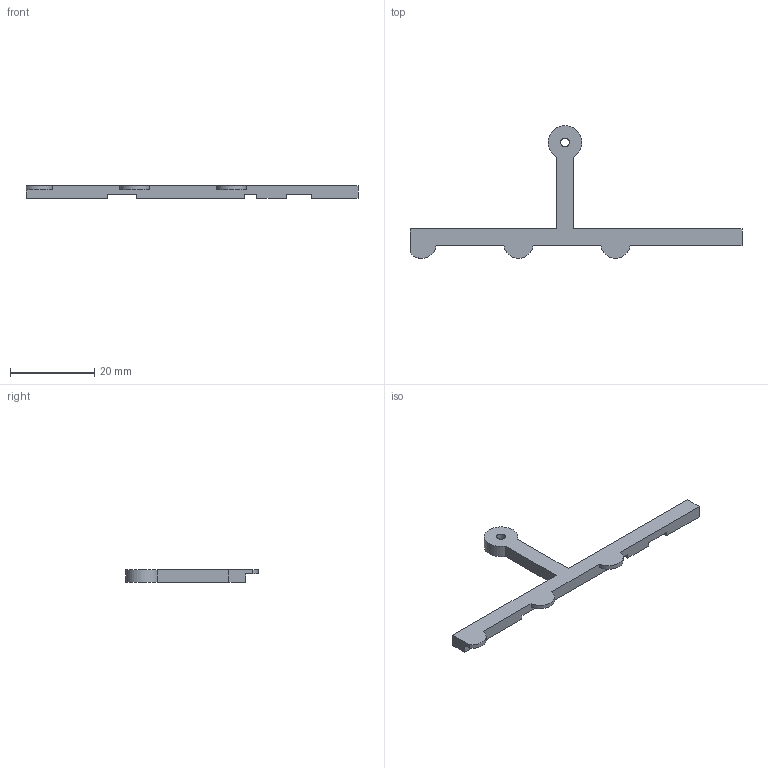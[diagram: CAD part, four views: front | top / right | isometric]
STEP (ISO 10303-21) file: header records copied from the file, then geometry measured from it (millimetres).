
FILE_DESCRIPTION(/* description */ ('STEP AP242','CAx-IF Rec.Pracs.---Representation and Presentation of Product Manufacturing Information (PMI)---4.0---2014-10-13','CAx-IF Rec.Pracs.---3D Tessellated Geometry---0.4---2014-09-14','2;1'),/* implementation_level */ '2;1');
FILE_NAME(/* name */ 'bracket - bottom 2',/* time_stamp */ '2024-06-18T20:00:14Z',/* author */ (''),/* organization */ (''),/* preprocessor_version */ 'ST-DEVELOPER v20',/* originating_system */ ' ',/* authorisation */ ' ');
FILE_SCHEMA (('AP242_MANAGED_MODEL_BASED_3D_ENGINEERING_MIM_LF { 1 0 10303 442 1 1 4 }'));
Length unit declared in the file: metre
Products named in the file (1): bottom 2
Bounding box: 78.75 x 31.49 x 3 mm (x, y, z)
Volume: 1255.6 mm3; surface area: 1627.2 mm2
Topology: 1 solids, 1 shells, 31 faces, 84 edges, 56 vertices
Faces by surface type: plane 25, cylinder 6
Full cylindrical faces by diameter (mm): 2.1 x1, 6 x1
Entity records: 986 total; most frequent: CARTESIAN_POINT 170, ORIENTED_EDGE 164, DIRECTION 158, EDGE_CURVE 82, LINE 70, VECTOR 70, VERTEX_POINT 56, AXIS2_PLACEMENT_3D 44
